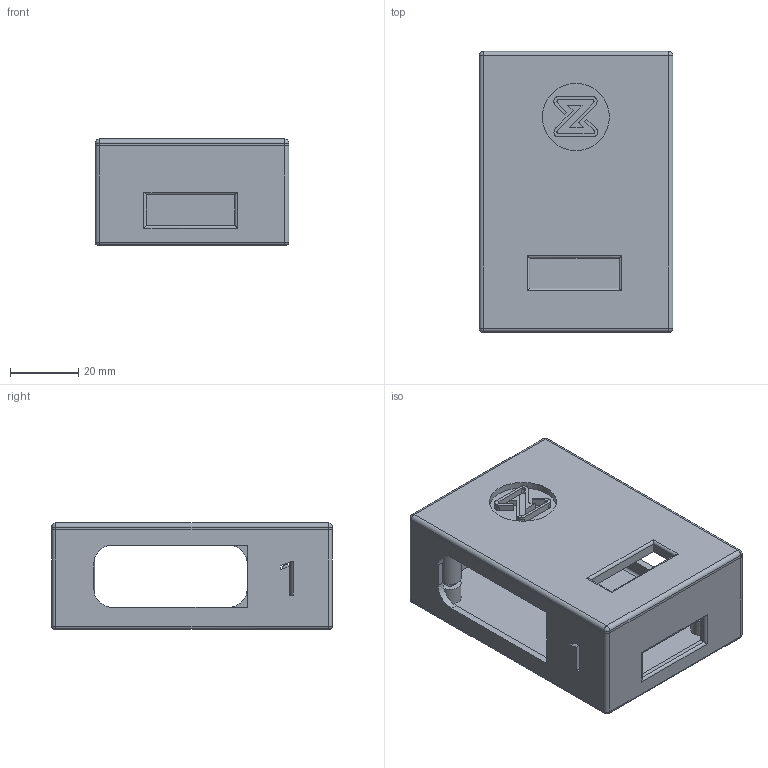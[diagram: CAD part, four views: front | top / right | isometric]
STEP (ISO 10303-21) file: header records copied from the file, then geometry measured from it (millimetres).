
FILE_DESCRIPTION(('HOOPS Exchange Step'),'2;1');
FILE_NAME('zeal-snes-case.step','2024-12-25T12:37:58-05:00',(''),('Unknown organisation'),'HOOPS Exchange 2024.2','HOOPS Exchange','Unknown authorisation');
FILE_SCHEMA( ('AP203_CONFIGURATION_CONTROLLED_3D_DESIGN_OF_MECHANICAL_PARTS_AND_ASSEMBLIES_MIM_LF') );
Length unit declared in the file: millimetre
Products named in the file (1): root
Bounding box: 56.57 x 82.05 x 31 mm (x, y, z)
Volume: 52560.6 mm3; surface area: 46332.6 mm2
Topology: 3 solids, 3 shells, 267 faces, 678 edges, 443 vertices
Faces by surface type: plane 133, cylinder 71, bspline 47, sphere 8, torus 4, cone 4
Full cylindrical faces by diameter (mm): 1.98 x8, 2.97 x4, 3.3 x4, 6.6 x12, 19.598 x2
Entity records: 8845 total; most frequent: CARTESIAN_POINT 2496, ORIENTED_EDGE 1338, DIRECTION 1207, EDGE_CURVE 669, VERTEX_POINT 441, VECTOR 423, LINE 423, AXIS2_PLACEMENT_3D 392
